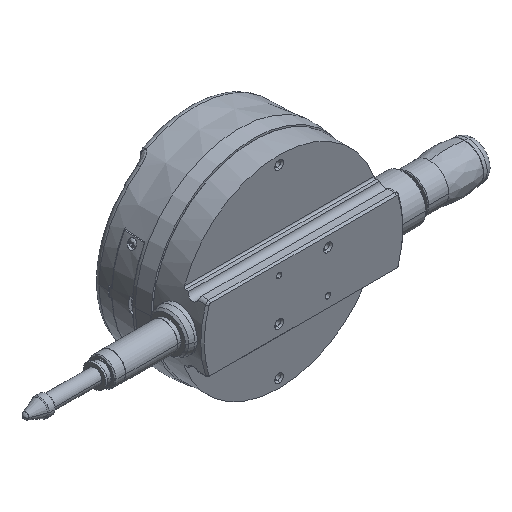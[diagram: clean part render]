
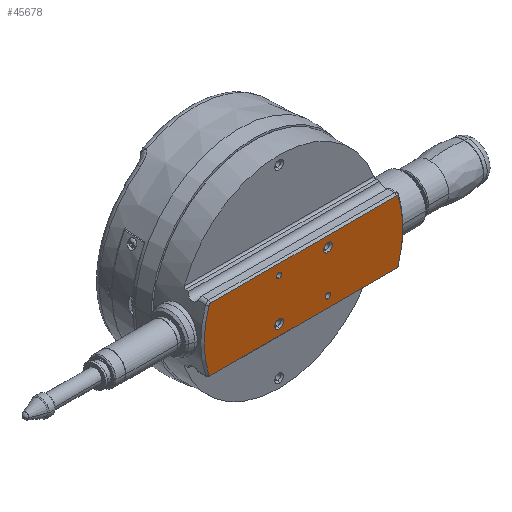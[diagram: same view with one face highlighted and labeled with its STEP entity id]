
A CAD part, isometric view. The second image highlights one B-rep face of the part: STEP entity #45678.
In plain terms, the highlighted planar face has unit normal (0, -1, 0).
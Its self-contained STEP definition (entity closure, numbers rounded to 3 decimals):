
#19370=CARTESIAN_POINT('',(28.,-7.5,0.));
#19371=DIRECTION('',(0.,-1.,0.));
#19372=DIRECTION('',(0.953,0.,-0.304));
#19373=AXIS2_PLACEMENT_3D('',#19370,#19371,#19372);
#19379=CARTESIAN_POINT('',(54.679,-7.5,-8.5));
#19380=DIRECTION('',(0.,-1.,0.));
#19381=DIRECTION('',(0.,0.,-1.));
#19382=AXIS2_PLACEMENT_3D('',#19379,#19380,#19381);
#19384=DIRECTION('',(1.,0.,0.));
#19385=VECTOR('',#19384,53.357);
#19386=CARTESIAN_POINT('',(1.321,-7.5,
-9.));
#19387=LINE('',#19386,#19385);
#19388=CARTESIAN_POINT('',(1.321,-7.5,-8.5));
#19389=DIRECTION('',(0.,-1.,0.));
#19390=DIRECTION('',(-0.953,0.,-0.304));
#19391=AXIS2_PLACEMENT_3D('',#19388,#19389,#19390);
#19393=CARTESIAN_POINT('',(1.321,-7.5,8.5));
#19394=DIRECTION('',(0.,-1.,0.));
#19395=DIRECTION('',(0.,0.,1.));
#19396=AXIS2_PLACEMENT_3D('',#19393,#19394,#19395);
#19398=DIRECTION('',(-1.,0.,0.));
#19399=VECTOR('',#19398,53.357);
#19400=CARTESIAN_POINT('',(54.679,-7.5,
9.));
#19401=LINE('',#19400,#19399);
#19402=CARTESIAN_POINT('',(54.679,-7.5,8.5));
#19403=DIRECTION('',(0.,-1.,0.));
#19404=DIRECTION('',(0.953,0.,0.304));
#19405=AXIS2_PLACEMENT_3D('',#19402,#19403,#19404);
#19407=CARTESIAN_POINT('',(21.,-7.5,-6.));
#19408=DIRECTION('',(0.,-1.,0.));
#19409=DIRECTION('',(0.,0.,1.));
#19410=AXIS2_PLACEMENT_3D('',#19407,#19408,#19409);
#19412=CARTESIAN_POINT('',(21.,-7.5,-6.));
#19413=DIRECTION('',(0.,-1.,0.));
#19414=DIRECTION('',(0.,0.,-1.));
#19415=AXIS2_PLACEMENT_3D('',#19412,#19413,#19414);
#19417=CARTESIAN_POINT('',(35.,-7.5,6.));
#19418=DIRECTION('',(0.,-1.,0.));
#19419=DIRECTION('',(0.,0.,1.));
#19420=AXIS2_PLACEMENT_3D('',#19417,#19418,#19419);
#19422=CARTESIAN_POINT('',(35.,-7.5,6.));
#19423=DIRECTION('',(0.,-1.,0.));
#19424=DIRECTION('',(0.,0.,-1.));
#19425=AXIS2_PLACEMENT_3D('',#19422,#19423,#19424);
#19427=CARTESIAN_POINT('',(35.,-7.5,-6.));
#19428=DIRECTION('',(0.,1.,0.));
#19429=DIRECTION('',(0.,0.,-1.));
#19430=AXIS2_PLACEMENT_3D('',#19427,#19428,#19429);
#19432=CARTESIAN_POINT('',(35.,-7.5,-6.));
#19433=DIRECTION('',(0.,1.,0.));
#19434=DIRECTION('',(0.,0.,1.));
#19435=AXIS2_PLACEMENT_3D('',#19432,#19433,#19434);
#19437=CARTESIAN_POINT('',(21.,-7.5,6.));
#19438=DIRECTION('',(0.,1.,0.));
#19439=DIRECTION('',(0.,0.,-1.));
#19440=AXIS2_PLACEMENT_3D('',#19437,#19438,#19439);
#19442=CARTESIAN_POINT('',(21.,-7.5,6.));
#19443=DIRECTION('',(0.,1.,0.));
#19444=DIRECTION('',(0.,0.,1.));
#19445=AXIS2_PLACEMENT_3D('',#19442,#19443,#19444);
#19619=CARTESIAN_POINT('',(28.,-7.5,0.));
#19620=DIRECTION('',(0.,-1.,0.));
#19621=DIRECTION('',(-0.953,0.,0.304));
#19622=AXIS2_PLACEMENT_3D('',#19619,#19620,#19621);
#25900=CARTESIAN_POINT('',(35.,-7.5,7.25));
#25901=CARTESIAN_POINT('',(35.,-7.5,4.75));
#25902=VERTEX_POINT('',#25900);
#25903=VERTEX_POINT('',#25901);
#25904=CARTESIAN_POINT('',(21.,-7.5,-4.75));
#25905=CARTESIAN_POINT('',(21.,-7.5,-7.25));
#25906=VERTEX_POINT('',#25904);
#25907=VERTEX_POINT('',#25905);
#25914=CARTESIAN_POINT('',(35.,-7.5,-6.75));
#25915=CARTESIAN_POINT('',(35.,-7.5,-5.25));
#25916=VERTEX_POINT('',#25914);
#25917=VERTEX_POINT('',#25915);
#25924=CARTESIAN_POINT('',(21.,-7.5,5.25));
#25925=CARTESIAN_POINT('',(21.,-7.5,6.75));
#25926=VERTEX_POINT('',#25924);
#25927=VERTEX_POINT('',#25925);
#26075=CARTESIAN_POINT('',(55.155,-7.5,8.652));
#26076=CARTESIAN_POINT('',(54.679,-7.5,9.));
#26077=VERTEX_POINT('',#26075);
#26078=VERTEX_POINT('',#26076);
#26083=CARTESIAN_POINT('',(1.321,-7.5,
9.));
#26084=VERTEX_POINT('',#26083);
#26087=CARTESIAN_POINT('',(0.845,-7.5,8.652));
#26088=VERTEX_POINT('',#26087);
#26091=CARTESIAN_POINT('',(0.845,-7.5,-8.652));
#26092=CARTESIAN_POINT('',(1.321,-7.5,-9.));
#26093=VERTEX_POINT('',#26091);
#26094=VERTEX_POINT('',#26092);
#26099=CARTESIAN_POINT('',(54.679,-7.5,
-9.));
#26100=VERTEX_POINT('',#26099);
#26103=CARTESIAN_POINT('',(55.155,-7.5,-8.652));
#26104=VERTEX_POINT('',#26103);
#45633=CARTESIAN_POINT('',(28.,-7.5,0.));
#45634=DIRECTION('',(0.,1.,0.));
#45635=DIRECTION('',(-1.,0.,0.));
#45636=AXIS2_PLACEMENT_3D('',#45633,#45634,#45635);
#45637=PLANE('',#45636);
#45638=ORIENTED_EDGE('',*,*,#45610,.F.);
#45639=ORIENTED_EDGE('',*,*,#45623,.F.);
#45641=ORIENTED_EDGE('',*,*,#45640,.F.);
#45643=ORIENTED_EDGE('',*,*,#45642,.F.);
#45645=ORIENTED_EDGE('',*,*,#45644,.F.);
#45647=ORIENTED_EDGE('',*,*,#45646,.F.);
#45649=ORIENTED_EDGE('',*,*,#45648,.F.);
#45651=ORIENTED_EDGE('',*,*,#45650,.F.);
#45652=EDGE_LOOP('',(#45638,#45639,#45641,#45643,#45645,#45647,#45649,#45651));
#45653=FACE_OUTER_BOUND('',#45652,.F.);
#45655=ORIENTED_EDGE('',*,*,#45654,.T.);
#45657=ORIENTED_EDGE('',*,*,#45656,.T.);
#45658=EDGE_LOOP('',(#45655,#45657));
#45659=FACE_BOUND('',#45658,.F.);
#45661=ORIENTED_EDGE('',*,*,#45660,.T.);
#45663=ORIENTED_EDGE('',*,*,#45662,.T.);
#45664=EDGE_LOOP('',(#45661,#45663));
#45665=FACE_BOUND('',#45664,.F.);
#45667=ORIENTED_EDGE('',*,*,#45666,.F.);
#45669=ORIENTED_EDGE('',*,*,#45668,.F.);
#45670=EDGE_LOOP('',(#45667,#45669));
#45671=FACE_BOUND('',#45670,.F.);
#45673=ORIENTED_EDGE('',*,*,#45672,.F.);
#45675=ORIENTED_EDGE('',*,*,#45674,.F.);
#45676=EDGE_LOOP('',(#45673,#45675));
#45677=FACE_BOUND('',#45676,.F.);
#45678=ADVANCED_FACE('',(#45653,#45659,#45665,#45671,#45677),#45637,.F.);
#19374=CIRCLE('',#19373,28.5);
#19383=CIRCLE('',#19382,0.5);
#19392=CIRCLE('',#19391,0.5);
#19397=CIRCLE('',#19396,0.5);
#19406=CIRCLE('',#19405,0.5);
#19411=CIRCLE('',#19410,1.25);
#19416=CIRCLE('',#19415,1.25);
#19421=CIRCLE('',#19420,1.25);
#19426=CIRCLE('',#19425,1.25);
#19431=CIRCLE('',#19430,0.75);
#19436=CIRCLE('',#19435,0.75);
#19441=CIRCLE('',#19440,0.75);
#19446=CIRCLE('',#19445,0.75);
#19623=CIRCLE('',#19622,28.5);
#45610=EDGE_CURVE('',#26104,#26077,#19374,.T.);
#45623=EDGE_CURVE('',#26100,#26104,#19383,.T.);
#45640=EDGE_CURVE('',#26094,#26100,#19387,.T.);
#45642=EDGE_CURVE('',#26093,#26094,#19392,.T.);
#45644=EDGE_CURVE('',#26088,#26093,#19623,.T.);
#45646=EDGE_CURVE('',#26084,#26088,#19397,.T.);
#45648=EDGE_CURVE('',#26078,#26084,#19401,.T.);
#45650=EDGE_CURVE('',#26077,#26078,#19406,.T.);
#45654=EDGE_CURVE('',#25906,#25907,#19411,.T.);
#45656=EDGE_CURVE('',#25907,#25906,#19416,.T.);
#45660=EDGE_CURVE('',#25902,#25903,#19421,.T.);
#45662=EDGE_CURVE('',#25903,#25902,#19426,.T.);
#45666=EDGE_CURVE('',#25916,#25917,#19431,.T.);
#45668=EDGE_CURVE('',#25917,#25916,#19436,.T.);
#45672=EDGE_CURVE('',#25926,#25927,#19441,.T.);
#45674=EDGE_CURVE('',#25927,#25926,#19446,.T.);
